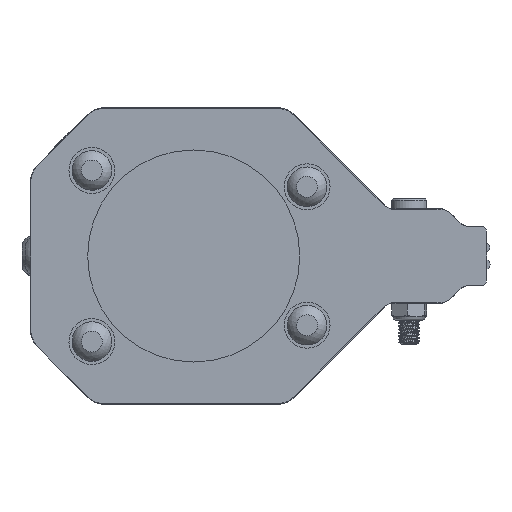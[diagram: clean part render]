
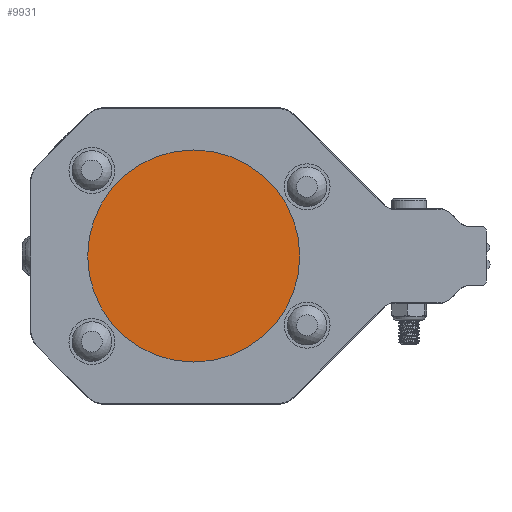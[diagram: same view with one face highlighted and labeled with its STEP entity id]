
A CAD part, left-side view. The second image highlights one B-rep face of the part: STEP entity #9931.
In plain terms, the highlighted planar face has unit normal (-1, 0, 0).
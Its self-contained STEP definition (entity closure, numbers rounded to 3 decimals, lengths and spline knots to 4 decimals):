
#1994=PLANE('',#11169);
#2601=CIRCLE('',#11167,1.);
#3426=FACE_OUTER_BOUND('',#4357,.T.);
#4357=EDGE_LOOP('',(#8959));
#5414=VERTEX_POINT('',#46242);
#6640=EDGE_CURVE('',#5414,#5414,#2601,.T.);
#8959=ORIENTED_EDGE('',*,*,#6640,.T.);
#9931=ADVANCED_FACE('',(#3426),#1994,.T.);
#11167=AXIS2_PLACEMENT_3D('',#46243,#13881,#13882);
#11169=AXIS2_PLACEMENT_3D('',#46246,#13885,#13886);
#13881=DIRECTION('center_axis',(-1.,0.,0.));
#13882=DIRECTION('ref_axis',(0.,0.,
-1.));
#13885=DIRECTION('center_axis',(-1.,0.,0.));
#13886=DIRECTION('ref_axis',(0.,0.,1.));
#46242=CARTESIAN_POINT('',(-28.3427,0.,1.));
#46243=CARTESIAN_POINT('Origin',(-28.3427,0.,
0.));
#46246=CARTESIAN_POINT('Origin',(-28.3427,0.,
0.));
